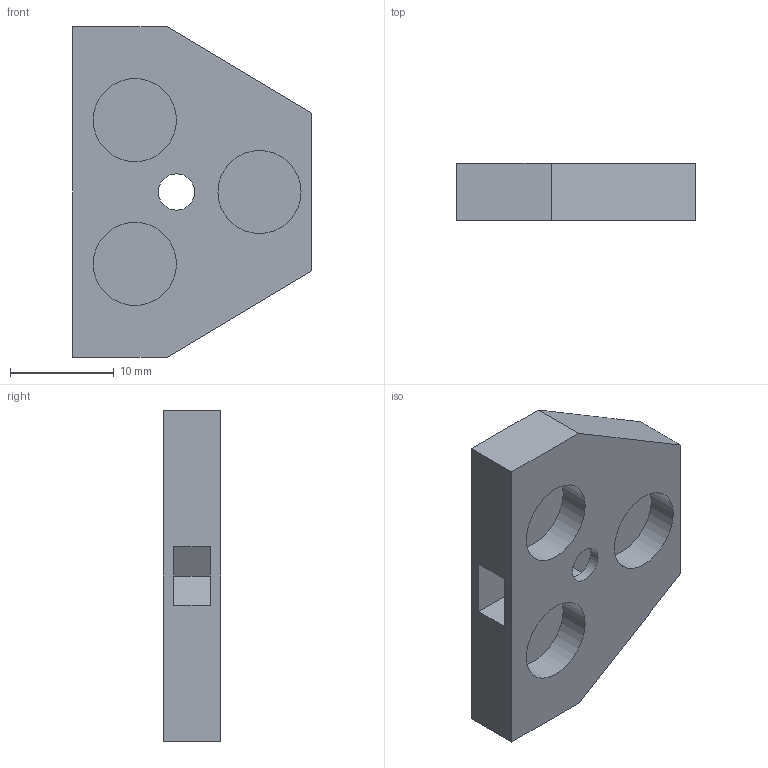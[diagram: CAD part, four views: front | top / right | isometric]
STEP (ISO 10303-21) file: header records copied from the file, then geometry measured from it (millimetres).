
FILE_DESCRIPTION(/* description */ (''),/* implementation_level */ '2;1');
FILE_NAME(/* name */ '30_Cube_Z_Focus_Drylin_NEMA_slide_part1.ipt.step',/* time_stamp */ '2022-11-29T08:19:05+01:00',/* author */ ('diederichbenedict'),/* organization */ (''),/* preprocessor_version */ 'ST-DEVELOPER v18.1',/* originating_system */ 'Autodesk Inventor 2022',/* authorisation */ '');
FILE_SCHEMA (('AUTOMOTIVE_DESIGN { 1 0 10303 214 3 1 1 }'));
Length unit declared in the file: millimetre
Products named in the file (1): 30_Cube_Z_Focus_Drylin_NEMA_slide_part1
Bounding box: 23 x 5.5 x 31.86 mm (x, y, z)
Volume: 2677.8 mm3; surface area: 2204.1 mm2
Topology: 1 solids, 1 shells, 22 faces, 48 edges, 32 vertices
Faces by surface type: plane 17, cylinder 5
Full cylindrical faces by diameter (mm): 3.5 x2, 8 x3
Entity records: 651 total; most frequent: DIRECTION 104, CARTESIAN_POINT 103, ORIENTED_EDGE 96, EDGE_CURVE 48, LINE 38, VECTOR 38, AXIS2_PLACEMENT_3D 33, VERTEX_POINT 32
